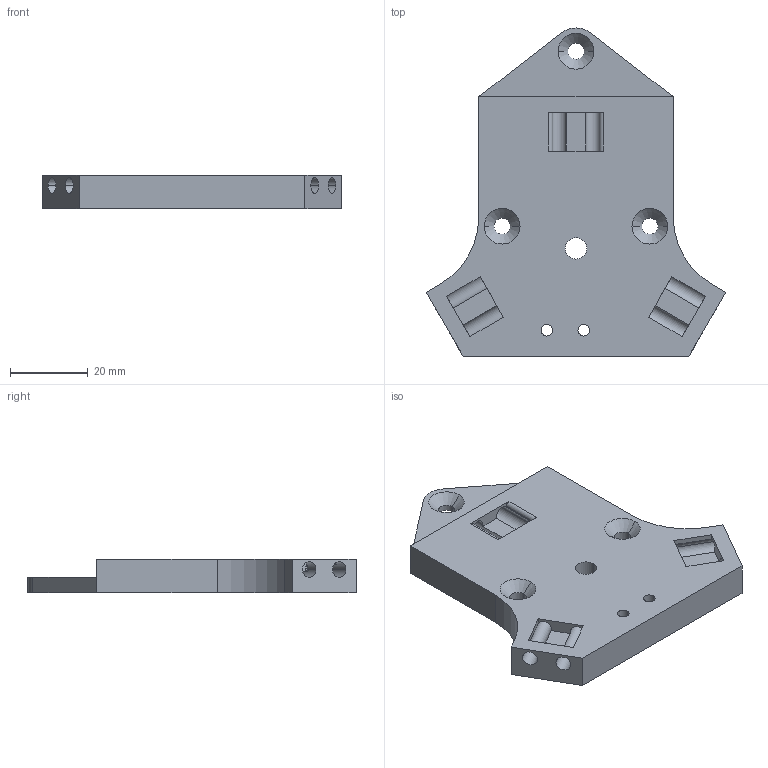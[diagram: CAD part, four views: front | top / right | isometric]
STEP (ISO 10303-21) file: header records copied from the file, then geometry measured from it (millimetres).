
FILE_DESCRIPTION (( 'STEP AP214' ), '1' );
FILE_NAME ('Coupling Plate.step', '2019-11-11T12:25:24', ( '' ), ( '' ), 'SwSTEP 2.0', 'SolidWorks 2019', '' );
FILE_SCHEMA (( 'AUTOMOTIVE_DESIGN' ));
Length unit declared in the file: millimetre
Products named in the file (1): Coupling Plate
Bounding box: 77.01 x 84.39 x 8.6 mm (x, y, z)
Volume: 31376.8 mm3; surface area: 12337.2 mm2
Topology: 1 solids, 1 shells, 69 faces, 206 edges, 134 vertices
Faces by surface type: plane 34, cylinder 29, cone 6
Entity records: 2432 total; most frequent: DIRECTION 436, ORIENTED_EDGE 412, CARTESIAN_POINT 410, EDGE_CURVE 206, AXIS2_PLACEMENT_3D 160, VERTEX_POINT 134, LINE 116, VECTOR 116
